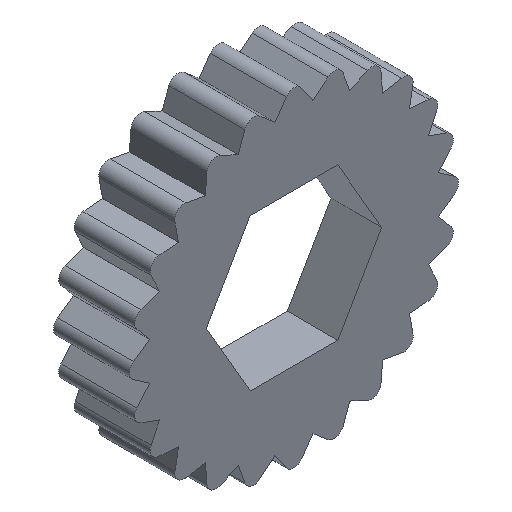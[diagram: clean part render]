
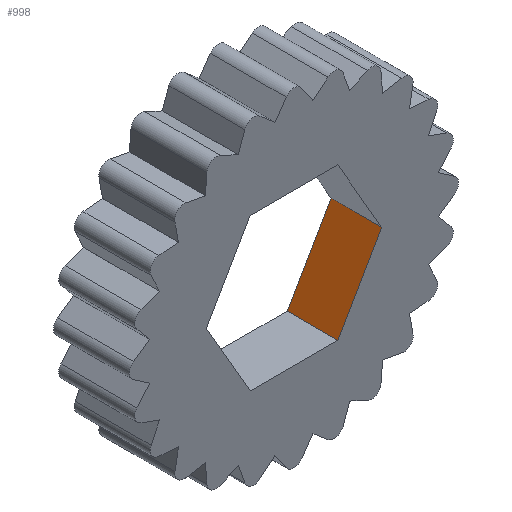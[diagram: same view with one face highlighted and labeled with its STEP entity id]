
A CAD part, isometric view. The second image highlights one B-rep face of the part: STEP entity #998.
In plain terms, the highlighted planar face has unit normal (-0.866, 0, 0.5).
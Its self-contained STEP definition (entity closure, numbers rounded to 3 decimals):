
#707 = VERTEX_POINT ( 'NONE', #2940 ) ;
#710 = EDGE_CURVE ( 'NONE', #711, #707, #2939, .T. ) ;
#711 = VERTEX_POINT ( 'NONE', #2935 ) ;
#997 = EDGE_CURVE ( 'NONE', #3190, #707, #3288, .T. ) ;
#998 = ADVANCED_FACE ( 'NONE', ( #3348 ), #3347, .F. ) ;
#999 = EDGE_LOOP ( 'NONE', ( #1001, #1002, #1003, #1004 ) ) ;
#1001 = ORIENTED_EDGE ( 'NONE', *, *, #710, .T. ) ;
#1002 = ORIENTED_EDGE ( 'NONE', *, *, #997, .F. ) ;
#1003 = ORIENTED_EDGE ( 'NONE', *, *, #3452, .F. ) ;
#1004 = ORIENTED_EDGE ( 'NONE', *, *, #1046, .T. ) ;
#1046 = EDGE_CURVE ( 'NONE', #3698, #711, #3366, .T. ) ;
#1629 = VECTOR ( 'NONE', #1689, 1000. ) ;
#1630 = CARTESIAN_POINT ( 'NONE',  ( 13.856, 0., 0. ) ) ;
#1631 = LINE ( 'NONE', #1630, #1629 ) ;
#1632 = CARTESIAN_POINT ( 'NONE',  ( 6.928, 0., -12. ) ) ;
#1689 = DIRECTION ( 'NONE',  ( -0.5, 0., -0.866 ) ) ;
#2078 = CARTESIAN_POINT ( 'NONE',  ( 13.856, 0., 0. ) ) ;
#2935 = CARTESIAN_POINT ( 'NONE',  ( 13.856, 8., 0. ) ) ;
#2936 = DIRECTION ( 'NONE',  ( -0.5, 0., -0.866 ) ) ;
#2937 = VECTOR ( 'NONE', #2936, 1000. ) ;
#2938 = CARTESIAN_POINT ( 'NONE',  ( 13.856, 8., 0. ) ) ;
#2939 = LINE ( 'NONE', #2938, #2937 ) ;
#2940 = CARTESIAN_POINT ( 'NONE',  ( 6.928, 8., -12. ) ) ;
#3190 = VERTEX_POINT ( 'NONE', #1632 ) ;
#3286 = VECTOR ( 'NONE', #3349, 1000. ) ;
#3287 = CARTESIAN_POINT ( 'NONE',  ( 6.928, 0., -12. ) ) ;
#3288 = LINE ( 'NONE', #3287, #3286 ) ;
#3343 = DIRECTION ( 'NONE',  ( -0.5, 0., -0.866 ) ) ;
#3344 = DIRECTION ( 'NONE',  ( 0.866, 0., -0.5 ) ) ;
#3345 = CARTESIAN_POINT ( 'NONE',  ( 13.856, 0., 0. ) ) ;
#3346 = AXIS2_PLACEMENT_3D ( 'NONE', #3345, #3344, #3343 ) ;
#3347 = PLANE ( 'NONE',  #3346 ) ;
#3348 = FACE_OUTER_BOUND ( 'NONE', #999, .T. ) ;
#3349 = DIRECTION ( 'NONE',  ( 0., 1., 0. ) ) ;
#3363 = DIRECTION ( 'NONE',  ( 0., 1., 0. ) ) ;
#3364 = VECTOR ( 'NONE', #3363, 1000. ) ;
#3365 = CARTESIAN_POINT ( 'NONE',  ( 13.856, 0., 0. ) ) ;
#3366 = LINE ( 'NONE', #3365, #3364 ) ;
#3452 = EDGE_CURVE ( 'NONE', #3698, #3190, #1631, .T. ) ;
#3698 = VERTEX_POINT ( 'NONE', #2078 ) ;
